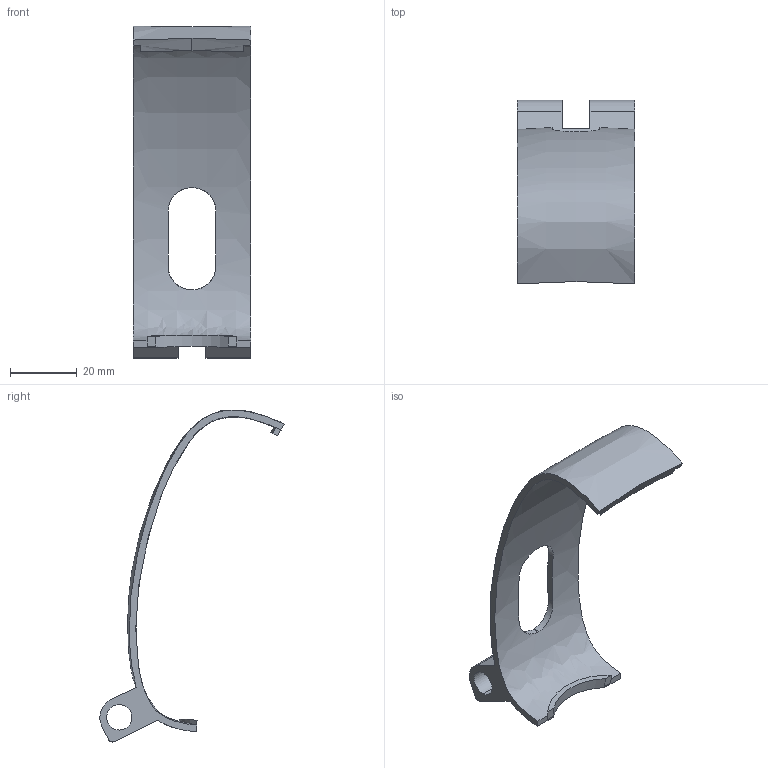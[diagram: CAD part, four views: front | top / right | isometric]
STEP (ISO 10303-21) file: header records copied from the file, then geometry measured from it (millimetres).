
FILE_DESCRIPTION (( 'STEP AP203' ), '1' );
FILE_NAME ('Quest_3.STEP', '2024-10-23T01:02:42', ( '' ), ( '' ), 'SwSTEP 2.0', 'SolidWorks 2024', '' );
FILE_SCHEMA (( 'CONFIG_CONTROL_DESIGN' ));
Length unit declared in the file: millimetre
Products named in the file (1): Quest_3
Bounding box: 35.22 x 55.2 x 99.5 mm (x, y, z)
Volume: 11911.7 mm3; surface area: 11266.6 mm2
Topology: 1 solids, 1 shells, 48 faces, 136 edges, 90 vertices
Faces by surface type: cylinder 22, plane 21, bspline 5
Entity records: 4040 total; most frequent: CARTESIAN_POINT 2783, ORIENTED_EDGE 272, DIRECTION 206, EDGE_CURVE 136, VERTEX_POINT 90, AXIS2_PLACEMENT_3D 74, LINE 58, VECTOR 58
